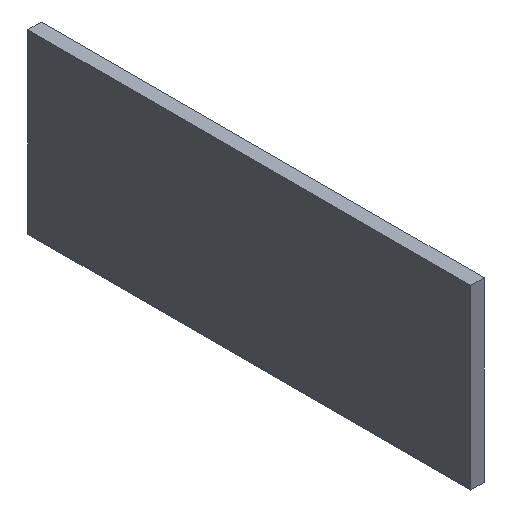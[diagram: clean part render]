
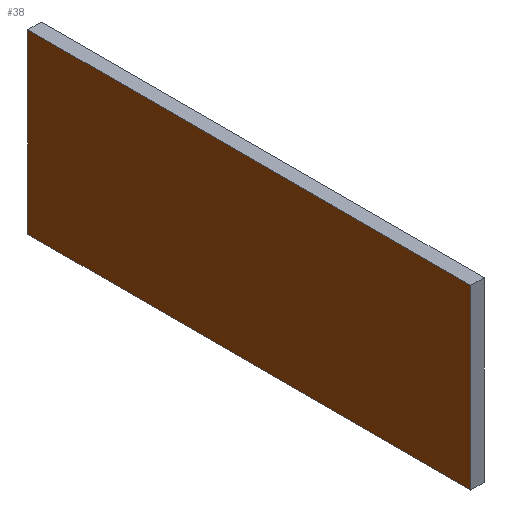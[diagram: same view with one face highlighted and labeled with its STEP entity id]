
A CAD part, isometric view. The second image highlights one B-rep face of the part: STEP entity #38.
In plain terms, the highlighted planar face has unit normal (-1, 0, 0).
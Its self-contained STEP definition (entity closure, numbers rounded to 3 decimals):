
#38=ADVANCED_FACE('',(#50),#44,.F.);
#44=PLANE('',#170);
#50=FACE_OUTER_BOUND('',#56,.T.);
#56=EDGE_LOOP('',(#77,#78,#79,#80));
#77=ORIENTED_EDGE('',*,*,#89,.F.);
#78=ORIENTED_EDGE('',*,*,#99,.F.);
#79=ORIENTED_EDGE('',*,*,#96,.F.);
#80=ORIENTED_EDGE('',*,*,#93,.F.);
#81=VERTEX_POINT('',#208);
#82=VERTEX_POINT('',#209);
#85=VERTEX_POINT('',#217);
#87=VERTEX_POINT('',#223);
#89=EDGE_CURVE('',#81,#82,#117,.T.);
#93=EDGE_CURVE('',#82,#85,#121,.T.);
#96=EDGE_CURVE('',#85,#87,#124,.T.);
#99=EDGE_CURVE('',#87,#81,#127,.T.);
#117=LINE('',#207,#133);
#121=LINE('',#216,#137);
#124=LINE('',#222,#140);
#127=LINE('',#228,#143);
#133=VECTOR('',#177,1.);
#137=VECTOR('',#183,1.);
#140=VECTOR('',#188,1.);
#143=VECTOR('',#193,1.);
#170=AXIS2_PLACEMENT_3D('',#232,#199,#200);
#177=DIRECTION('',(0.,0.,-1.));
#183=DIRECTION('',(0.,1.,0.));
#188=DIRECTION('',(0.,0.,1.));
#193=DIRECTION('',(0.,-1.,0.));
#199=DIRECTION('',(1.,0.,0.));
#200=DIRECTION('',(0.,0.,-1.));
#207=CARTESIAN_POINT('',(0.,-40.,25.));
#208=CARTESIAN_POINT('',(0.,-40.,25.));
#209=CARTESIAN_POINT('',(0.,-40.,-15.));
#216=CARTESIAN_POINT('',(0.,-40.,-15.));
#217=CARTESIAN_POINT('',(0.,60.,-15.));
#222=CARTESIAN_POINT('',(0.,60.,-15.));
#223=CARTESIAN_POINT('',(0.,60.,25.));
#228=CARTESIAN_POINT('',(0.,60.,25.));
#232=CARTESIAN_POINT('',(0.,0.,0.));
